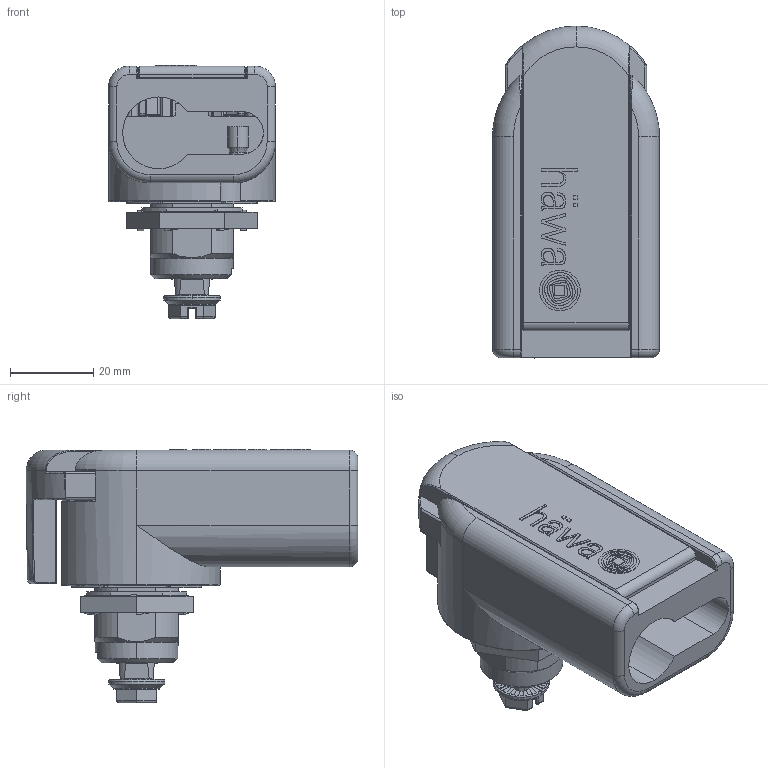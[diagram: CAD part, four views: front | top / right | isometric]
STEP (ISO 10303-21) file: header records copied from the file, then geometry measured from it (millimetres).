
FILE_DESCRIPTION (( 'STEP AP214' ), '1' );
FILE_NAME ('1000-su583_asm Schwarz.STEP', '2018-05-24T12:02:13', ( '' ), ( '' ), 'SwSTEP 2.0', 'SolidWorks 2017', '' );
FILE_SCHEMA (( 'AUTOMOTIVE_DESIGN' ));
Length unit declared in the file: millimetre
Products named in the file (12): 1000-111_prt; 1000-s1393_prt; 1000-s1395_prt; d965_m5x10_prt; 1000-SB98_ASM; 1000-277-01_prt; 1000-su583_asm Schwarz; 1000-23_prt; 2100-06-10_prt; 1000-24_prt; 1000-s1394_prt; 1000-128_prt
Assembly tree (12 placements, depth 3):
  1000-su583_asm Schwarz
    1000-SB98_ASM
      1000-128_prt
      1000-s1394_prt
    1000-s1393_prt
    1000-111_prt
    1000-24_prt
    1000-s1395_prt
    2100-06-10_prt  x2
    d965_m5x10_prt
    1000-277-01_prt
    1000-23_prt
Bounding box: 40 x 79.5 x 60.75 mm (x, y, z)
Volume: 54698.8 mm3; surface area: 36649.5 mm2
Topology: 11 solids, 11 shells, 1536 faces, 3757 edges, 2263 vertices
Faces by surface type: plane 688, cylinder 486, torus 145, bspline 119, sphere 63, cone 35
Entity records: 56201 total; most frequent: CARTESIAN_POINT 16984, ORIENTED_EDGE 6724, DIRECTION 6289, EDGE_CURVE 3362, AXIS2_PLACEMENT_3D 2269, VERTEX_POINT 2039, VECTOR 1751, LINE 1751
